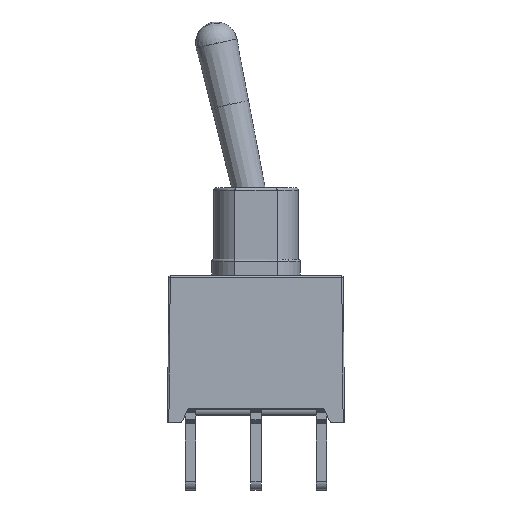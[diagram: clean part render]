
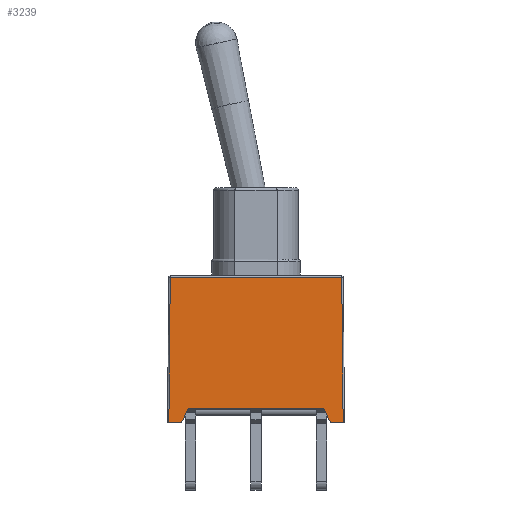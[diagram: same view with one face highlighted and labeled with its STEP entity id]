
A CAD part, top view. The second image highlights one B-rep face of the part: STEP entity #3239.
In plain terms, the highlighted planar face has unit normal (0, 0.009, 1).
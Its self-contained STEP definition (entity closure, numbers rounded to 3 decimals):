
#112 = ORIENTED_EDGE ( 'NONE', *, *, #5915, .T. ) ;
#116 = DIRECTION ( 'NONE',  ( 1., 0., 0. ) ) ;
#270 = EDGE_CURVE ( 'NONE', #3750, #4616, #952, .T. ) ;
#608 = EDGE_CURVE ( 'NONE', #3155, #2200, #3747, .T. ) ;
#704 = CARTESIAN_POINT ( 'NONE',  ( -6.35, -5.25, 5.7 ) ) ;
#834 = CARTESIAN_POINT ( 'NONE',  ( -6.5, 5.25, 5.6 ) ) ;
#867 = LINE ( 'NONE', #5964, #3919 ) ;
#952 = LINE ( 'NONE', #2625, #5555 ) ;
#1042 = DIRECTION ( 'NONE',  ( -1., 0., 0. ) ) ;
#1405 = DIRECTION ( 'NONE',  ( 0., -0.01, -1. ) ) ;
#1488 = CARTESIAN_POINT ( 'NONE',  ( -5.35, -5.25, 5.7 ) ) ;
#2150 = CARTESIAN_POINT ( 'NONE',  ( 6.25, -5.25, 5.7 ) ) ;
#2200 = VERTEX_POINT ( 'NONE', #4578 ) ;
#2222 = ORIENTED_EDGE ( 'NONE', *, *, #608, .T. ) ;
#2250 = LINE ( 'NONE', #6469, #6662 ) ;
#2423 = LINE ( 'NONE', #2768, #5148 ) ;
#2498 = DIRECTION ( 'NONE',  ( 0.447, -0.894, 0.009 ) ) ;
#2545 = ORIENTED_EDGE ( 'NONE', *, *, #2669, .T. ) ;
#2555 = VECTOR ( 'NONE', #3009, 1000. ) ;
#2625 = CARTESIAN_POINT ( 'NONE',  ( -6.5, -4.25, 5.69 ) ) ;
#2669 = EDGE_CURVE ( 'NONE', #2200, #6896, #6329, .T. ) ;
#2768 = CARTESIAN_POINT ( 'NONE',  ( -6.5, 5.151, 5.601 ) ) ;
#2783 = FACE_OUTER_BOUND ( 'NONE', #3624, .T. ) ;
#3009 = DIRECTION ( 'NONE',  ( 0.447, 0.894, -0.009 ) ) ;
#3020 = EDGE_CURVE ( 'NONE', #3453, #3155, #2423, .T. ) ;
#3155 = VERTEX_POINT ( 'NONE', #3587 ) ;
#3182 = CARTESIAN_POINT ( 'NONE',  ( 4.85, -4.25, 5.69 ) ) ;
#3209 = CARTESIAN_POINT ( 'NONE',  ( -6.15, 5.247, 5.6 ) ) ;
#3239 = ADVANCED_FACE ( 'NONE', ( #2783 ), #4280, .F. ) ;
#3383 = ORIENTED_EDGE ( 'NONE', *, *, #270, .T. ) ;
#3450 = ORIENTED_EDGE ( 'NONE', *, *, #3020, .T. ) ;
#3453 = VERTEX_POINT ( 'NONE', #5093 ) ;
#3574 = ORIENTED_EDGE ( 'NONE', *, *, #3779, .T. ) ;
#3587 = CARTESIAN_POINT ( 'NONE',  ( -6.151, 5.151, 5.601 ) ) ;
#3624 = EDGE_LOOP ( 'NONE', ( #112, #5562, #3450, #2222, #2545, #6600, #3383, #3574 ) ) ;
#3694 = CARTESIAN_POINT ( 'NONE',  ( 6.149, 5.37, 5.599 ) ) ;
#3747 = LINE ( 'NONE', #3209, #5111 ) ;
#3750 = VERTEX_POINT ( 'NONE', #4718 ) ;
#3779 = EDGE_CURVE ( 'NONE', #4616, #4560, #867, .T. ) ;
#3783 = DIRECTION ( 'NONE',  ( 1., 0., 0. ) ) ;
#3807 = VECTOR ( 'NONE', #6584, 1000. ) ;
#3919 = VECTOR ( 'NONE', #2498, 1000. ) ;
#4139 = EDGE_CURVE ( 'NONE', #6896, #3750, #5461, .T. ) ;
#4280 = PLANE ( 'NONE',  #4808 ) ;
#4560 = VERTEX_POINT ( 'NONE', #6602 ) ;
#4578 = CARTESIAN_POINT ( 'NONE',  ( -6.25, -5.25, 5.7 ) ) ;
#4616 = VERTEX_POINT ( 'NONE', #3182 ) ;
#4718 = CARTESIAN_POINT ( 'NONE',  ( -4.85, -4.25, 5.69 ) ) ;
#4769 = VERTEX_POINT ( 'NONE', #2150 ) ;
#4808 = AXIS2_PLACEMENT_3D ( 'NONE', #834, #1405, #5451 ) ;
#5093 = CARTESIAN_POINT ( 'NONE',  ( 6.151, 5.151, 5.601 ) ) ;
#5111 = VECTOR ( 'NONE', #5442, 1000. ) ;
#5148 = VECTOR ( 'NONE', #1042, 1000. ) ;
#5355 = LINE ( 'NONE', #3694, #3807 ) ;
#5442 = DIRECTION ( 'NONE',  ( -0.01, -1., 0.01 ) ) ;
#5451 = DIRECTION ( 'NONE',  ( 0., 1., -0.01 ) ) ;
#5461 = LINE ( 'NONE', #6479, #2555 ) ;
#5555 = VECTOR ( 'NONE', #3783, 1000. ) ;
#5562 = ORIENTED_EDGE ( 'NONE', *, *, #7164, .T. ) ;
#5915 = EDGE_CURVE ( 'NONE', #4560, #4769, #2250, .T. ) ;
#5964 = CARTESIAN_POINT ( 'NONE',  ( -1.22, 7.89, 5.575 ) ) ;
#5965 = VECTOR ( 'NONE', #116, 1000. ) ;
#6329 = LINE ( 'NONE', #704, #5965 ) ;
#6469 = CARTESIAN_POINT ( 'NONE',  ( -6.35, -5.25, 5.7 ) ) ;
#6479 = CARTESIAN_POINT ( 'NONE',  ( -1.38, 2.69, 5.624 ) ) ;
#6584 = DIRECTION ( 'NONE',  ( -0.01, 1., -0.01 ) ) ;
#6600 = ORIENTED_EDGE ( 'NONE', *, *, #4139, .T. ) ;
#6602 = CARTESIAN_POINT ( 'NONE',  ( 5.35, -5.25, 5.7 ) ) ;
#6662 = VECTOR ( 'NONE', #7050, 1000. ) ;
#6896 = VERTEX_POINT ( 'NONE', #1488 ) ;
#7050 = DIRECTION ( 'NONE',  ( 1., 0., 0. ) ) ;
#7164 = EDGE_CURVE ( 'NONE', #4769, #3453, #5355, .T. ) ;
